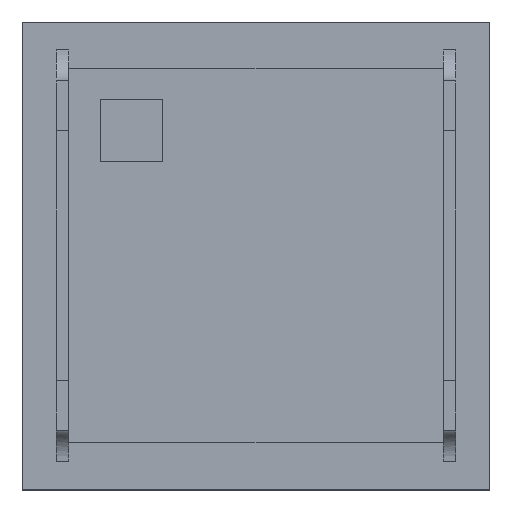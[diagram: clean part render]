
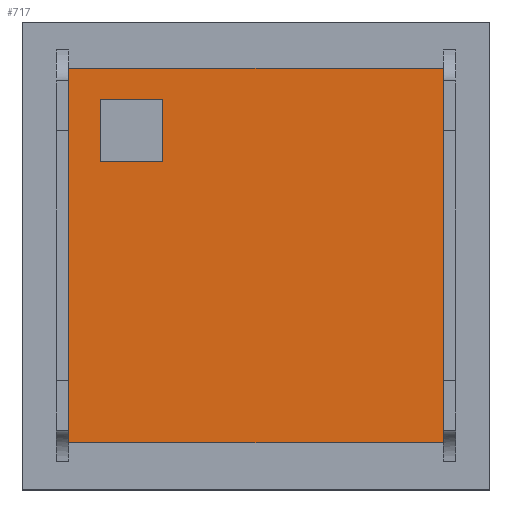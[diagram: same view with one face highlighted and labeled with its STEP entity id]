
A CAD part, top view. The second image highlights one B-rep face of the part: STEP entity #717.
In plain terms, the highlighted planar face has unit normal (0, 0, 1).
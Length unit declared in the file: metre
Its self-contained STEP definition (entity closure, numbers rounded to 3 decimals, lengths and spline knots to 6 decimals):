
#19=LINE('',#1044,#111);
#33=LINE('',#1079,#125);
#34=LINE('',#1081,#126);
#35=LINE('',#1082,#127);
#36=LINE('',#1083,#128);
#37=LINE('',#1086,#129);
#38=LINE('',#1088,#130);
#39=LINE('',#1090,#131);
#111=VECTOR('',#842,1.);
#125=VECTOR('',#864,1.);
#126=VECTOR('',#867,1.);
#127=VECTOR('',#868,1.);
#128=VECTOR('',#869,1.);
#129=VECTOR('',#870,1.);
#130=VECTOR('',#871,1.);
#131=VECTOR('',#872,1.);
#222=ORIENTED_EDGE('',*,*,#430,.F.);
#223=ORIENTED_EDGE('',*,*,#412,.T.);
#224=ORIENTED_EDGE('',*,*,#431,.T.);
#225=ORIENTED_EDGE('',*,*,#429,.F.);
#226=ORIENTED_EDGE('',*,*,#432,.F.);
#227=ORIENTED_EDGE('',*,*,#433,.T.);
#228=ORIENTED_EDGE('',*,*,#434,.T.);
#229=ORIENTED_EDGE('',*,*,#435,.F.);
#412=EDGE_CURVE('',#517,#516,#19,.T.);
#429=EDGE_CURVE('',#533,#524,#33,.T.);
#430=EDGE_CURVE('',#517,#533,#34,.T.);
#431=EDGE_CURVE('',#516,#524,#35,.T.);
#432=EDGE_CURVE('',#534,#535,#36,.T.);
#433=EDGE_CURVE('',#534,#536,#37,.T.);
#434=EDGE_CURVE('',#536,#537,#38,.T.);
#435=EDGE_CURVE('',#535,#537,#39,.T.);
#516=VERTEX_POINT('',#1043);
#517=VERTEX_POINT('',#1045);
#524=VERTEX_POINT('',#1061);
#533=VERTEX_POINT('',#1078);
#534=VERTEX_POINT('',#1084);
#535=VERTEX_POINT('',#1085);
#536=VERTEX_POINT('',#1087);
#537=VERTEX_POINT('',#1089);
#596=EDGE_LOOP('',(#222,#223,#224,#225));
#597=EDGE_LOOP('',(#226,#227,#228,#229));
#638=FACE_BOUND('',#596,.T.);
#639=FACE_BOUND('',#597,.T.);
#680=PLANE('',#787);
#717=ADVANCED_FACE('',(#638,#639),#680,.T.);
#787=AXIS2_PLACEMENT_3D('',#1080,#865,#866);
#842=DIRECTION('',(0.,1.,0.));
#864=DIRECTION('',(0.,1.,0.));
#865=DIRECTION('',(0.,0.,1.));
#866=DIRECTION('',(1.,0.,0.));
#867=DIRECTION('',(-1.,0.,0.));
#868=DIRECTION('',(-1.,0.,0.));
#869=DIRECTION('',(-1.,0.,0.));
#870=DIRECTION('',(0.,-1.,0.));
#871=DIRECTION('',(-1.,0.,0.));
#872=DIRECTION('',(0.,-1.,0.));
#1043=CARTESIAN_POINT('',(0.003,0.003,0.0054));
#1044=CARTESIAN_POINT('',(0.003,0.,0.0054));
#1045=CARTESIAN_POINT('',(0.003,-0.003,0.0054));
#1061=CARTESIAN_POINT('',(-0.003,0.003,0.0054));
#1078=CARTESIAN_POINT('',(-0.003,-0.003,0.0054));
#1079=CARTESIAN_POINT('',(-0.003,0.,0.0054));
#1080=CARTESIAN_POINT('',(0.,0.,0.0054));
#1081=CARTESIAN_POINT('',(0.,-0.003,0.0054));
#1082=CARTESIAN_POINT('',(0.,0.003,0.0054));
#1083=CARTESIAN_POINT('',(-0.002,0.0025,0.0054));
#1084=CARTESIAN_POINT('',(-0.0015,0.0025,0.0054));
#1085=CARTESIAN_POINT('',(-0.0025,0.0025,0.0054));
#1086=CARTESIAN_POINT('',(-0.0015,0.002,0.0054));
#1087=CARTESIAN_POINT('',(-0.0015,0.0015,0.0054));
#1088=CARTESIAN_POINT('',(-0.002,0.0015,0.0054));
#1089=CARTESIAN_POINT('',(-0.0025,0.0015,0.0054));
#1090=CARTESIAN_POINT('',(-0.0025,0.002,0.0054));
